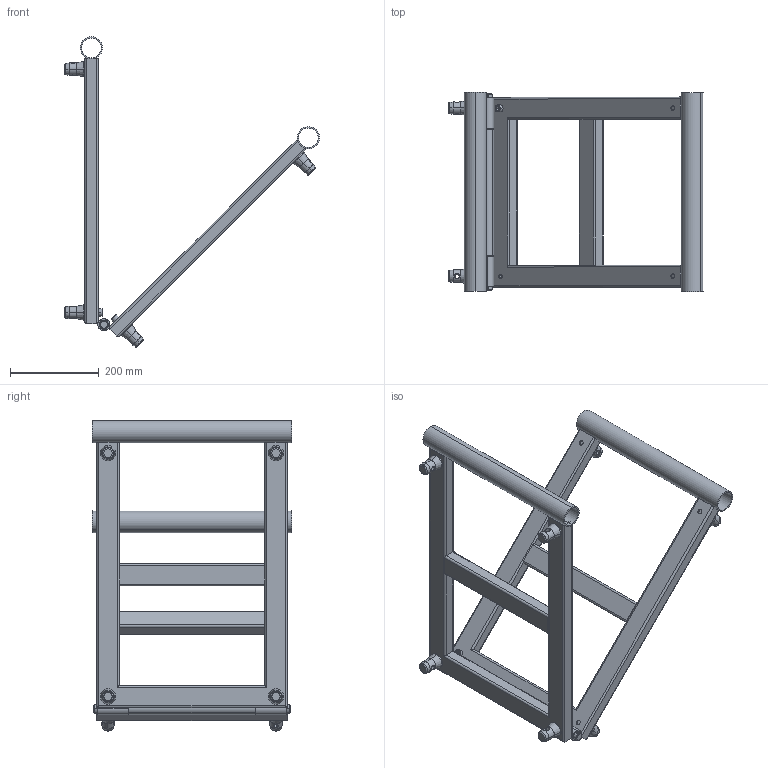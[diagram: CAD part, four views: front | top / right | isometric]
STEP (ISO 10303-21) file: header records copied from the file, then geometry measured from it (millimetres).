
FILE_DESCRIPTION((''),'2;1');
FILE_NAME('ANGV6043_ASM','2021-09-28T10:44:08',('Patrick'),(''),'CREO PARAMETRIC BY PTC INC, 2019352','CREO PARAMETRIC BY PTC INC, 2019352','');
FILE_SCHEMA(('CONFIG_CONTROL_DESIGN'));
Length unit declared in the file: millimetre
Products named in the file (10): ANGV6043_CADRE; ANGV6043_TUBE_MALE; ANGV6043_TUBE_EXT; ANGV6043_CADRE_MALE_SOUDE_ASM; ANGV6043_TUBE_FEMELLE; ANGV6043_CADRE_FEMELLE_SOUDE_ASM; ANGV6043_AXE; DEMIMOYEU_CONIQUE_ASD; VIS_CHC_M10_X_40; ANGV6043_ASM
Assembly tree (20 placements, depth 3):
  ANGV6043_ASM
    ANGV6043_CADRE_MALE_SOUDE_ASM
      ANGV6043_CADRE
      ANGV6043_TUBE_MALE  x2
      ANGV6043_TUBE_EXT
    ANGV6043_CADRE_FEMELLE_SOUDE_ASM
      ANGV6043_CADRE
      ANGV6043_TUBE_EXT
      ANGV6043_TUBE_FEMELLE
    ANGV6043_AXE
    DEMIMOYEU_CONIQUE_ASD  x8
    VIS_CHC_M10_X_40  x2
Bounding box: 574.74 x 449 x 700.24 mm (x, y, z)
Volume: 2458438 mm3; surface area: 1485810.5 mm2
Topology: 18 solids, 20 shells, 374 faces, 854 edges, 502 vertices
Faces by surface type: cylinder 166, plane 116, cone 72, torus 20
Entity records: 5989 total; most frequent: CARTESIAN_POINT 2060, DIRECTION 842, ORIENTED_EDGE 716, EDGE_CURVE 360, AXIS2_PLACEMENT_3D 329, VERTEX_POINT 215, EDGE_LOOP 187, VECTOR 184
